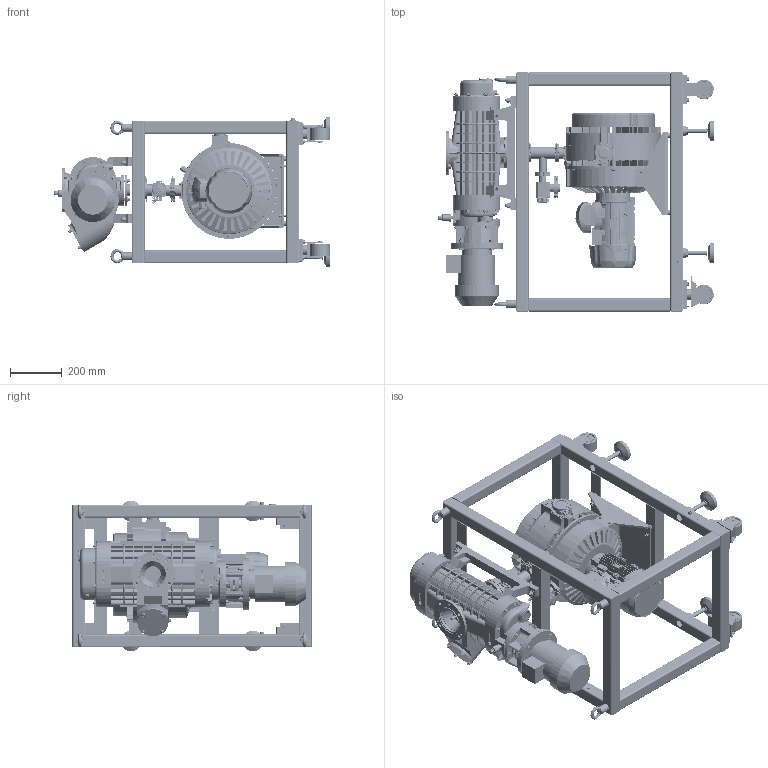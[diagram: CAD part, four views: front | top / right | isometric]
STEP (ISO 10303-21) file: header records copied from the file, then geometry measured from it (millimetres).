
FILE_DESCRIPTION(('STEP AP242'), '1');
FILE_NAME('ﾀﾂﾄ-150_16', '2026-02-13T13:26:38', ('admin'), (''), 'C3D Converter', 'C3D Toolkit', '');
FILE_SCHEMA(('AP242_MANAGED_MODEL_BASED_3D_ENGINEERING_MIM_LF { 1 0 10303 442 1 1 4 }'));
Length unit declared in the file: millimetre
Bounding box: 1059.8 x 920 x 578.8 mm (x, y, z)
Surface area: 6258362.5 mm2 (no closed solid volume)
Topology: 0 solids, 5476 shells, 5476 faces, 32454 edges, 31666 vertices
Faces by surface type: plane 2523, cylinder 1567, torus 525, cone 430, bspline 387, sphere 32, extrusion 12
Full cylindrical faces by diameter (mm): 1.2 x12, 1.7 x2, 2.5 x4, 3 x5, 3.242 x3, 4.2 x20, 4.917 x2, 5 x9, 5.4 x2, 6 x7, 6.5 x2, 6.647 x1, 6.8 x14, 6.917 x3, 7 x6, 7.1 x15, 8 x45, 8.376 x1, 8.5 x11, 9 x2, 10 x17, 10.5 x1, 11 x17, 11.523 x1, 12 x13, 13 x29, 14 x5, 15 x6, 16 x24, 17 x2
Entity records: 529364 total; most frequent: CARTESIAN_POINT 303939, DIRECTION 41498, ORIENTED_EDGE 31635, EDGE_CURVE 31635, VERTEX_POINT 31635, AXIS2_PLACEMENT_3D 14430, VECTOR 12638, LINE 12626
